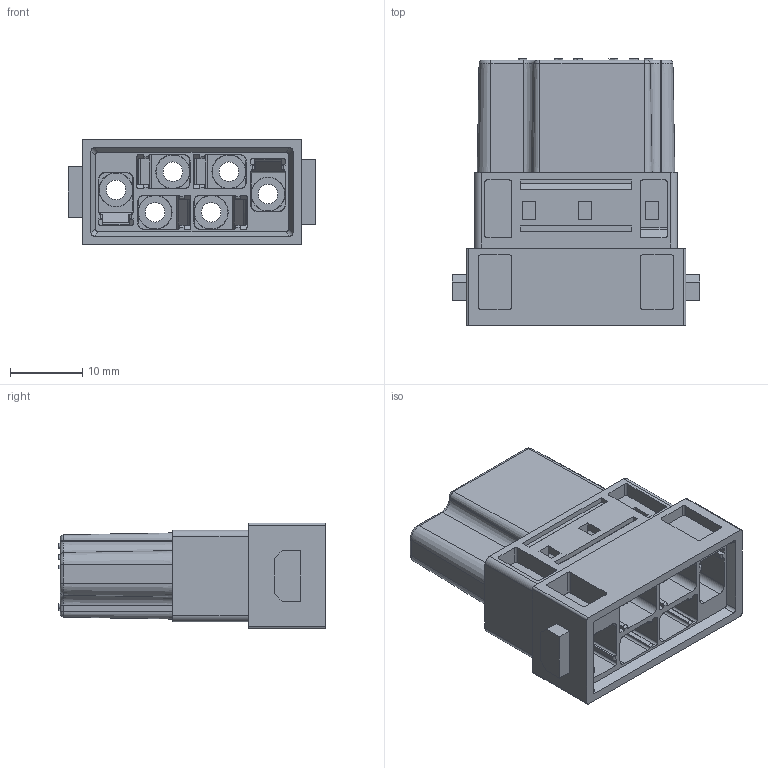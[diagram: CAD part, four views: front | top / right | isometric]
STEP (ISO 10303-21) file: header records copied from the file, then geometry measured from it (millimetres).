
FILE_DESCRIPTION(/* description */ (''),/* implementation_level */ '2;1');
FILE_NAME(/* name */ '3D_1290060200002_HME-006-FQ_V1.0_stp.stp',/* time_stamp */ '2024-02-04T14:28:25+08:00',/* author */ (''),/* organization */ (''),/* preprocessor_version */ 'ST-DEVELOPER v18.1',/* originating_system */ 'SIEMENS PLM Software NX 1980',/* authorisation */ '');
FILE_SCHEMA (('AUTOMOTIVE_DESIGN { 1 0 10303 214 3 1 1 1 }'));
Length unit declared in the file: millimetre
Products named in the file (1): 1318193024BDb6p1
Bounding box: 34.2 x 36.8 x 14.6 mm (x, y, z)
Volume: 6435.4 mm3; surface area: 8228.4 mm2
Topology: 1 solids, 1 shells, 525 faces, 1388 edges, 898 vertices
Faces by surface type: plane 313, cylinder 136, cone 48, extrusion 16, torus 8, bspline 4
Entity records: 16934 total; most frequent: CARTESIAN_POINT 4198, ORIENTED_EDGE 2776, DIRECTION 2382, EDGE_CURVE 1388, VECTOR 902, VERTEX_POINT 898, LINE 886, AXIS2_PLACEMENT_3D 740
